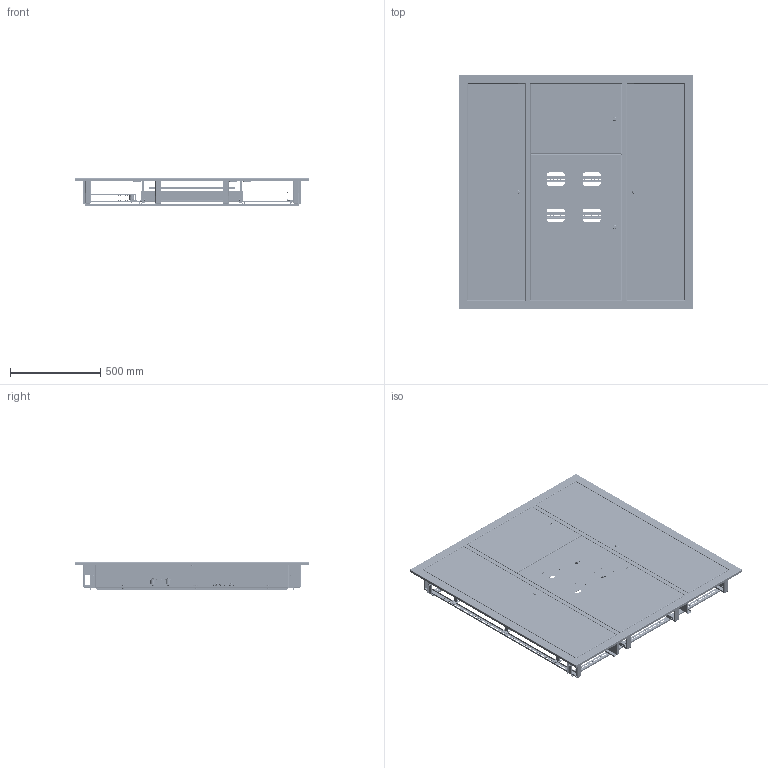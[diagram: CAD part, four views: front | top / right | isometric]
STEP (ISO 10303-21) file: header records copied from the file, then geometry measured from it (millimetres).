
FILE_DESCRIPTION (( 'STEP AP203' ), '1' );
FILE_NAME ('ÓÝÐÂ 4êâ. 1300õ1300 IP31 PROxima.STEP', '2023-10-30T08:07:40', ( '' ), ( '' ), 'SwSTEP 2.0', 'SolidWorks 2021', '' );
FILE_SCHEMA (( 'CONFIG_CONTROL_DESIGN' ));
Length unit declared in the file: millimetre
Products named in the file (53): ÌÈ-2288.01.00.003 Óñèëèòåëü êàáåëüíûé  ; ÌÈ-2288.01.00.001 Ñòåíêà áîêîâàÿ; ﾌﾈ-2288.02.00.000 ﾄ粢 珮ⅳⅸ浯 ﾑﾁ; Çàìîê ïî÷òîâûé; hex flange nut_din1_Hexagon Flange Nut DIN 6923 - M6 - N; 2_DIN EN ISO 7045 - M6 x 20 - Z - 20N; Áî÷îíîê èçîëÿòîð øèííûé SM 25; Øïèëüêà Ì6õ12; ÌÈ-2288.04.00.000 Äâåðü ñèëîâàÿ ÑÁ; ÌÈ-2414.01.00.008 Äåðæàòåëü äâåðè; 昈-2288.01.00.002-01 栺樇罻; ÌÈ-2288.00.00.001 Ôàëüøïàíåëü; ÌÈ-2288.05.00.000 Ðàìà ìîíòàæíàÿ ÑÁ; ÌÈ-2288.01.01.000 Ïåðåãîðîäêà ïðàâàÿ ÑÁ_‡¥àª «ì­® ®âà §¨âìDefault; ﾌﾈ-2288.01.00.005 ﾊ煇鳫; ÌÈ-2288.01.00.001-01 Ñòåíêà áîêîâàÿ; hex flange nut_din_Hexagon Flange Nut DIN 6923 - M6 - N; hex bolt gradec_din_DIN EN 24016 - M6 x 30 x 18-WN; ÌÈ-2414.05.00.003 Êðîíøòåéí ïîä äèí-ðåéêó; pan head cross recess screw_din_DIN EN ISO 7045 - M6 x 16 - Z - 16C; 昈-2288.01.00.002 栺樇罻; ÌÈ-2288.03.00.001 Äâåðü ó÷åòà; DIN-ðåéêà2_L=420 (!); ﾌﾈ-1796.01.00.003 ﾊ煇鳫; ÌÈ-2288.05.00.002 Ðåéêà ãîðèçîíòàëüíàÿ; ÌÈ-2288.00.00.005 Ôàëüøïàíåëü íèæíÿÿ; ÌÈ-2288.05.00.001 Ðåéêà âåðòèêàëüíàÿ; ÌÈ-2288.01.00.004 Øâåëëåð; ÌÈ-2288.03.00.000 Äâåðü ó÷åòà ÑÁ; ��-2288.01.01.001 ����������� ������_��ઠ�쭮 ��ࠧ��쏮 㬮�砭��; ÌÈ-2288.01.01.001 Ïåðåãîðîäêà ïðàâàÿ; pan head cross recess screw_din11_DIN EN ISO 7045 - M6 x 16 - Z - 16N; ÌÈ-2288.00.00.004 Ïðèæèì êàáåëÿ; Çàêëåïêà öèëèíäðè÷åñêàÿ Ì4 ÑÒ-Á ñ âíóòðåííåé ðåçüáîé_Œ8; Øïèëüêà Ì6õ 12; ÌÈ-2288.00.00.002 Ôàëüøïàíåëü ó÷åòíàÿ; ÓÝÐÂ 4êâ. 1300õ1300 IP31 PROxima; Çåðêàëüíî îòðàçèòüÌÈ-2288.01.00.006 Óñèëèòåëü ; 昈-1796.00.00.002 砑僔蠂縺; Ïëàñòèíà 100õ35 ...
Assembly tree (219 placements, depth 4):
  ÓÝÐÂ 4êâ. 1300õ1300 IP31 PROxima
    昈-2288.01.00.000 扻豵鵨 捘
      ÌÈ-2288.01.00.001 Ñòåíêà áîêîâàÿ
      昈-2288.01.00.002 栺樇罻
      ÌÈ-2288.01.00.004 Øâåëëåð  x2
      ÌÈ-2288.01.01.000 Ïåðåãîðîäêà ïðàâàÿ ÑÁ
        ÌÈ-2288.01.01.001 Ïåðåãîðîäêà ïðàâàÿ
        Øïèëüêà Ì6õ12  x5
      ﾌﾈ-2288.01.00.005 ﾊ煇鳫  x4
      昈-2288.01.00.002-01 栺樇罻
      Ïëàñòèíà 100õ35  x4
      ÌÈ-2414.01.00.008 Äåðæàòåëü äâåðè
      ÌÈ-2288.01.00.003 Óñèëèòåëü êàáåëüíûé  
      Çåðêàëüíî îòðàçèòüÌÈ-2288.01.00.006 Óñèëèòåëü 
      Çàêëåïêà ãàå÷íàÿ Ì8  x4
      Òðóáà 60õ40
      ÌÈ-2288.01.00.001-01 Ñòåíêà áîêîâàÿ
      Øïèëüêà Ì6õ12  x4
      ÌÈ-2288.01.01.000 Ïåðåãîðîäêà ïðàâàÿ ÑÁ_‡¥àª «ì­® ®âà §¨âìDefault
        ��-2288.01.01.001 ����������� ������_��ઠ�쭮 ��ࠧ��쏮 㬮�砭��
        Øïèëüêà Ì6õ12  x5
      ﾌﾈ-1796.01.00.003 ﾊ煇鳫  x2
      Çàêëåïêà ãàå÷íàÿ Ì6 UNI 9203  x4
    ﾌﾈ-2288.02.00.000 ﾄ粢 珮ⅳⅸ浯 ﾑﾁ  x2
      ﾌﾈ-2288.02.00.001 ﾄ粢 珮ⅳⅸ浯
      Çàêëåïêà ãàå÷íàÿ Ì4
      Çàìîê ïî÷òîâûé
      Øïèëüêà Ì6õ 12
    ÌÈ-2288.04.00.000 Äâåðü ñèëîâàÿ ÑÁ
      Çàêëåïêà ãàå÷íàÿ Ì4  x2
      ÌÈ-2288.04.00.001 Äâåðü ñèëîâàÿ
      Çàìîê ïî÷òîâûé
      Øïèëüêà Ì6õ12
    ÌÈ-2288.03.00.000 Äâåðü ó÷åòà ÑÁ
      ÌÈ-2288.03.00.001 Äâåðü ó÷åòà
      Çàìîê ïî÷òîâûé
      Çàêëåïêà ãàå÷íàÿ Ì4
      Øïèëüêà Ì6õ12
    pan head cross recess screw_din1_ISO 7045 - M4 x 16 - Z --- 16N  x5
    DIN-ðåéêà2_L=420 (!)  x7
    hex flange nut_din1_Hexagon Flange Nut DIN 6923 - M6 - N
    ÌÈ-2288.05.00.000 Ðàìà ìîíòàæíàÿ ÑÁ
      ÌÈ-2288.05.00.001 Ðåéêà âåðòèêàëüíàÿ  x2
      ÌÈ-2288.05.00.002 Ðåéêà ãîðèçîíòàëüíàÿ
      pan head cross recess screw_din11_DIN EN ISO 7045 - M6 x 16 - Z - 16N  x18
      hex flange nut_din_Hexagon Flange Nut DIN 6923 - M6 - N  x18
      DIN-謥濋趌L=420 (!)  x5
      ÌÈ-2414.05.00.003 Êðîíøòåéí ïîä äèí-ðåéêó  x10
    ÌÈ-2288.00.00.006 Êàáåëü-êàíàë 
    ÌÈ-2288.00.00.004 Ïðèæèì êàáåëÿ  x3
    ÌÈ-2288.00.00.003 Ïðîòèâîïîæàðíàÿ ïåðåãîðîäêà   x2
    wing nut 01_din_DIN 315-M6-GT-C-N  x6
    Áî÷îíîê èçîëÿòîð øèííûé SM 25  x2
    昈-1796.00.00.002 砑僔蠂縺  x2
    hex bolt gradec_din_DIN EN 24016 - M6 x 30 x 18-WN  x4
    pan head cross recess screw_din_DIN EN ISO 7045 - M6 x 16 - Z - 16C  x2
    ÌÈ-2288.00.00.001 Ôàëüøïàíåëü
    ÌÈ-2288.00.00.002 Ôàëüøïàíåëü ó÷åòíàÿ
    ÌÈ-2288.00.00.005 Ôàëüøïàíåëü íèæíÿÿ
    hex flange nut_din_Hexagon Flange Nut DIN 6923 - M6 - N  x23
Bounding box: 1300 x 1300 x 155.75 mm (x, y, z)
Volume: 4202021.5 mm3; surface area: 8681619.1 mm2
Topology: 216 solids, 216 shells, 12960 faces, 32860 edges, 20635 vertices
Faces by surface type: plane 6290, cylinder 3134, bspline 1896, cone 1134, torus 428, sphere 78
Entity records: 126374 total; most frequent: CARTESIAN_POINT 27821, DIRECTION 18486, ORIENTED_EDGE 18092, EDGE_CURVE 9046, AXIS2_PLACEMENT_3D 6407, VERTEX_POINT 5684, VECTOR 5672, LINE 5672
